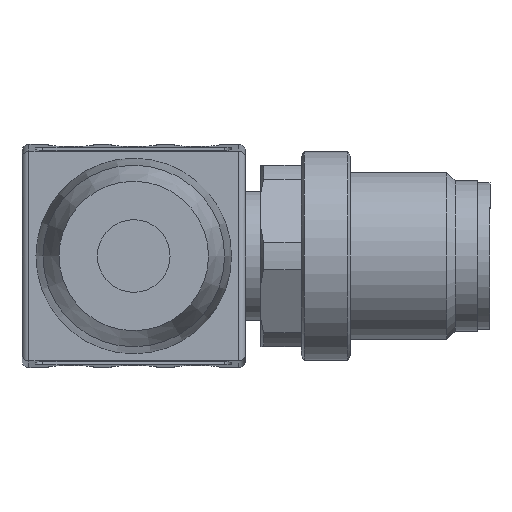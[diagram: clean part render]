
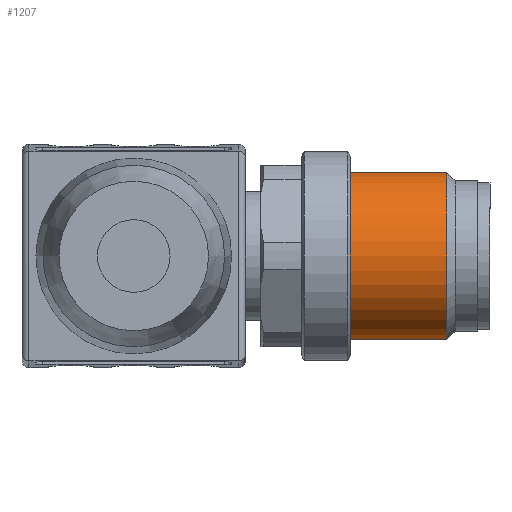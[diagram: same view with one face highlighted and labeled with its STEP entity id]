
A CAD part, left-side view. The second image highlights one B-rep face of the part: STEP entity #1207.
In plain terms, the highlighted cylindrical face has radius 6 mm (diameter 12 mm), a full revolution.
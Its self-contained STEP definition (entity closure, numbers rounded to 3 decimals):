
#960=CYLINDRICAL_SURFACE('',#4678,6.);
#1052=FACE_BOUND('',#1820,.T.);
#1053=FACE_BOUND('',#1821,.T.);
#1207=ADVANCED_FACE('',(#1052,#1053),#960,.T.);
#1820=EDGE_LOOP('',(#2568));
#1821=EDGE_LOOP('',(#2569));
#2568=ORIENTED_EDGE('',*,*,#3926,.F.);
#2569=ORIENTED_EDGE('',*,*,#3927,.T.);
#3426=VERTEX_POINT('',#7377);
#3427=VERTEX_POINT('',#7380);
#3926=EDGE_CURVE('',#3426,#3426,#4343,.T.);
#3927=EDGE_CURVE('',#3427,#3427,#4344,.T.);
#4343=CIRCLE('',#4675,6.);
#4344=CIRCLE('',#4677,6.);
#4675=AXIS2_PLACEMENT_3D('',#7376,#5512,#5513);
#4677=AXIS2_PLACEMENT_3D('',#7379,#5516,#5517);
#4678=AXIS2_PLACEMENT_3D('',#7381,#5518,#5519);
#5512=DIRECTION('',(0.,-1.,0.));
#5513=DIRECTION('',(0.5,0.,-0.866));
#5516=DIRECTION('',(0.,-1.,0.));
#5517=DIRECTION('',(0.866,0.,-0.5));
#5518=DIRECTION('',(0.,-1.,0.));
#5519=DIRECTION('',(0.5,0.,-0.866));
#7376=CARTESIAN_POINT('',(177.101,-22.4,0.));
#7377=CARTESIAN_POINT('',(180.101,-22.4,-5.196));
#7379=CARTESIAN_POINT('',(177.101,-15.5,0.));
#7380=CARTESIAN_POINT('',(182.297,-15.5,-3.));
#7381=CARTESIAN_POINT('',(177.101,-24.5,0.));
